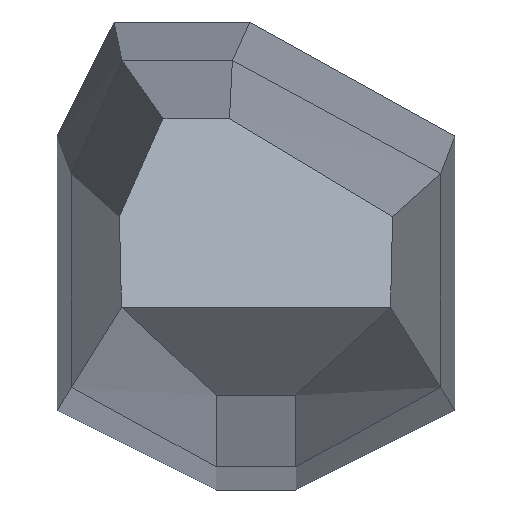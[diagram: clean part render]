
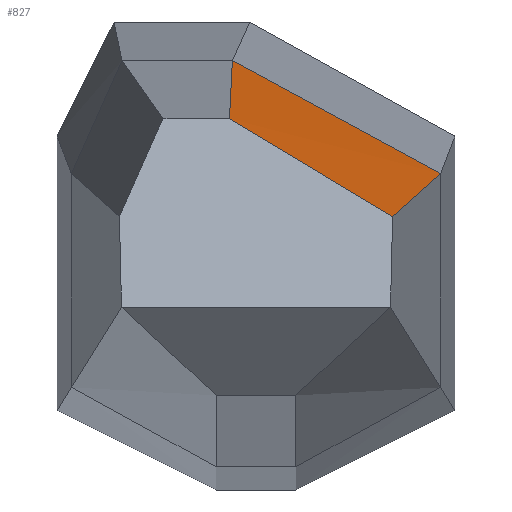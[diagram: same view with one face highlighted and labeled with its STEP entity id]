
A CAD part, front view. The second image highlights one B-rep face of the part: STEP entity #827.
In plain terms, the highlighted free-form (B-spline) face has degree [1, 1] with [2, 2] control points.
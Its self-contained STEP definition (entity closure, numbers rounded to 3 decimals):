
#96 = PLANE('',#97);
#97 = AXIS2_PLACEMENT_3D('',#98,#99,#100);
#98 = CARTESIAN_POINT('',(23.213,-90.,0.));
#99 = DIRECTION('',(-0.998,0.07,0.));
#100 = DIRECTION('',(-0.07,-0.998,0.));
#319 = PLANE('',#320);
#320 = AXIS2_PLACEMENT_3D('',#321,#322,#323);
#321 = CARTESIAN_POINT('',(-0.771,-178.048,
    -41.063));
#322 = DIRECTION('',(0.,-0.95,0.312));
#323 = DIRECTION('',(0.,-0.312,-0.95)
  );
#410 = EDGE_CURVE('',#411,#413,#415,.T.);
#411 = VERTEX_POINT('',#412);
#412 = CARTESIAN_POINT('',(17.172,-176.266,
    -35.642));
#413 = VERTEX_POINT('',#414);
#414 = CARTESIAN_POINT('',(23.213,-90.,-30.214));
#415 = SURFACE_CURVE('',#416,(#420,#426),.PCURVE_S1.);
#416 = LINE('',#417,#418);
#417 = CARTESIAN_POINT('',(35.376,83.679,
    -19.287));
#418 = VECTOR('',#419,1.);
#419 = DIRECTION('',(0.07,0.996,
    0.063));
#420 = PCURVE('',#96,#421);
#421 = DEFINITIONAL_REPRESENTATION('',(#422),#425);
#422 = B_SPLINE_CURVE_WITH_KNOTS('',1,(#423,#424),.UNSPECIFIED.,.F.,.F.,
  (2,2),(-273.884,-165.407),.PIECEWISE_BEZIER_KNOTS.);
#423 = CARTESIAN_POINT('',(99.242,-36.443));
#424 = CARTESIAN_POINT('',(-9.022,-29.648));
#425 = ( GEOMETRIC_REPRESENTATION_CONTEXT(2) 
PARAMETRIC_REPRESENTATION_CONTEXT() REPRESENTATION_CONTEXT('2D SPACE',''
  ) );
#426 = PCURVE('',#427,#432);
#427 = B_SPLINE_SURFACE_WITH_KNOTS('',1,1,(
    (#428,#429)
    ,(#430,#431
    )),.UNSPECIFIED.,.F.,.F.,.F.,(2,2),(2,2),(0.,29.792),(0.,1.
    ),.PIECEWISE_BEZIER_KNOTS.);
#428 = CARTESIAN_POINT('',(-2.969,-90.,-16.));
#429 = CARTESIAN_POINT('',(-3.368,-180.,-24.003));
#430 = CARTESIAN_POINT('',(23.213,-90.,-30.214));
#431 = CARTESIAN_POINT('',(16.91,-180.,-35.877));
#432 = DEFINITIONAL_REPRESENTATION('',(#433),#436);
#433 = B_SPLINE_CURVE_WITH_KNOTS('',1,(#434,#435),.UNSPECIFIED.,.F.,.F.,
  (2,2),(-264.845,-174.447),.PIECEWISE_BEZIER_KNOTS.);
#434 = CARTESIAN_POINT('',(29.792,1.));
#435 = CARTESIAN_POINT('',(29.792,0.));
#436 = ( GEOMETRIC_REPRESENTATION_CONTEXT(2) 
PARAMETRIC_REPRESENTATION_CONTEXT() REPRESENTATION_CONTEXT('2D SPACE',''
  ) );
#592 = EDGE_CURVE('',#593,#411,#595,.T.);
#593 = VERTEX_POINT('',#594);
#594 = CARTESIAN_POINT('',(-3.334,-172.212,
    -23.311));
#595 = SURFACE_CURVE('',#596,(#602,#611),.PCURVE_S1.);
#596 = B_SPLINE_CURVE_WITH_KNOTS('',4,(#597,#598,#599,#600,#601),
  .UNSPECIFIED.,.F.,.F.,(5,5),(0.,1.),.PIECEWISE_BEZIER_KNOTS.);
#597 = CARTESIAN_POINT('',(-3.334,-172.212,
    -23.311));
#598 = CARTESIAN_POINT('',(1.799,-173.222,
    -26.384));
#599 = CARTESIAN_POINT('',(6.927,-174.235,-29.464
    ));
#600 = CARTESIAN_POINT('',(12.052,-175.249,
    -32.55));
#601 = CARTESIAN_POINT('',(17.172,-176.266,
    -35.642));
#602 = PCURVE('',#319,#603);
#603 = DEFINITIONAL_REPRESENTATION('',(#604),#610);
#604 = B_SPLINE_CURVE_WITH_KNOTS('',4,(#605,#606,#607,#608,#609),
  .UNSPECIFIED.,.F.,.F.,(5,5),(0.,1.),.PIECEWISE_BEZIER_KNOTS.);
#605 = CARTESIAN_POINT('',(-18.687,-2.562));
#606 = CARTESIAN_POINT('',(-15.451,2.57));
#607 = CARTESIAN_POINT('',(-12.21,7.699));
#608 = CARTESIAN_POINT('',(-8.961,12.823));
#609 = CARTESIAN_POINT('',(-5.707,17.943));
#610 = ( GEOMETRIC_REPRESENTATION_CONTEXT(2) 
PARAMETRIC_REPRESENTATION_CONTEXT() REPRESENTATION_CONTEXT('2D SPACE',''
  ) );
#611 = PCURVE('',#427,#612);
#612 = DEFINITIONAL_REPRESENTATION('',(#613),#619);
#613 = B_SPLINE_CURVE_WITH_KNOTS('',4,(#614,#615,#616,#617,#618),
  .UNSPECIFIED.,.F.,.F.,(5,5),(0.,1.),.PIECEWISE_BEZIER_KNOTS.);
#614 = CARTESIAN_POINT('',(0.,0.913));
#615 = CARTESIAN_POINT('',(7.361,0.925));
#616 = CARTESIAN_POINT('',(14.78,0.936));
#617 = CARTESIAN_POINT('',(22.256,0.947));
#618 = CARTESIAN_POINT('',(29.792,0.959));
#619 = ( GEOMETRIC_REPRESENTATION_CONTEXT(2) 
PARAMETRIC_REPRESENTATION_CONTEXT() REPRESENTATION_CONTEXT('2D SPACE',''
  ) );
#635 = B_SPLINE_SURFACE_WITH_KNOTS('',1,1,(
    (#636,#637)
    ,(#638,#639
    )),.UNSPECIFIED.,.F.,.F.,.F.,(2,2),(2,2),(0.,13.872),(0.,1.),
  .PIECEWISE_BEZIER_KNOTS.);
#636 = CARTESIAN_POINT('',(-16.841,-90.,-16.));
#637 = CARTESIAN_POINT('',(-11.209,-180.,-24.003));
#638 = CARTESIAN_POINT('',(-2.969,-90.,-16.));
#639 = CARTESIAN_POINT('',(-3.368,-180.,-24.003));
#794 = B_SPLINE_SURFACE_WITH_KNOTS('',1,1,(
    (#795,#796)
    ,(#797,#798
    )),.UNSPECIFIED.,.F.,.F.,.F.,(2,2),(2,2),(0.,29.792),(0.,1.
    ),.PIECEWISE_BEZIER_KNOTS.);
#795 = CARTESIAN_POINT('',(-0.792,0.,-11.162));
#796 = CARTESIAN_POINT('',(-2.969,-90.,-16.));
#797 = CARTESIAN_POINT('',(25.,0.,-25.492));
#798 = CARTESIAN_POINT('',(23.213,-90.,-30.214));
#827 = ADVANCED_FACE('',(#828),#427,.F.);
#828 = FACE_BOUND('',#829,.F.);
#829 = EDGE_LOOP('',(#830,#853,#854,#855));
#830 = ORIENTED_EDGE('',*,*,#831,.T.);
#831 = EDGE_CURVE('',#832,#413,#834,.T.);
#832 = VERTEX_POINT('',#833);
#833 = CARTESIAN_POINT('',(-2.969,-90.,-16.));
#834 = SURFACE_CURVE('',#835,(#839,#846),.PCURVE_S1.);
#835 = LINE('',#836,#837);
#836 = CARTESIAN_POINT('',(-2.969,-90.,-16.));
#837 = VECTOR('',#838,1.);
#838 = DIRECTION('',(0.879,0.,-0.477)
  );
#839 = PCURVE('',#427,#840);
#840 = DEFINITIONAL_REPRESENTATION('',(#841),#845);
#841 = LINE('',#842,#843);
#842 = CARTESIAN_POINT('',(0.,0.));
#843 = VECTOR('',#844,1.);
#844 = DIRECTION('',(1.,0.));
#845 = ( GEOMETRIC_REPRESENTATION_CONTEXT(2) 
PARAMETRIC_REPRESENTATION_CONTEXT() REPRESENTATION_CONTEXT('2D SPACE',''
  ) );
#846 = PCURVE('',#794,#847);
#847 = DEFINITIONAL_REPRESENTATION('',(#848),#852);
#848 = LINE('',#849,#850);
#849 = CARTESIAN_POINT('',(0.,1.));
#850 = VECTOR('',#851,1.);
#851 = DIRECTION('',(1.,0.));
#852 = ( GEOMETRIC_REPRESENTATION_CONTEXT(2) 
PARAMETRIC_REPRESENTATION_CONTEXT() REPRESENTATION_CONTEXT('2D SPACE',''
  ) );
#853 = ORIENTED_EDGE('',*,*,#410,.F.);
#854 = ORIENTED_EDGE('',*,*,#592,.F.);
#855 = ORIENTED_EDGE('',*,*,#856,.F.);
#856 = EDGE_CURVE('',#832,#593,#857,.T.);
#857 = SURFACE_CURVE('',#858,(#861,#868),.PCURVE_S1.);
#858 = B_SPLINE_CURVE_WITH_KNOTS('',1,(#859,#860),.UNSPECIFIED.,.F.,.F.,
  (2,2),(0.,1.),.PIECEWISE_BEZIER_KNOTS.);
#859 = CARTESIAN_POINT('',(-2.969,-90.,-16.));
#860 = CARTESIAN_POINT('',(-3.368,-180.,-24.003));
#861 = PCURVE('',#427,#862);
#862 = DEFINITIONAL_REPRESENTATION('',(#863),#867);
#863 = LINE('',#864,#865);
#864 = CARTESIAN_POINT('',(0.,0.));
#865 = VECTOR('',#866,1.);
#866 = DIRECTION('',(0.,1.));
#867 = ( GEOMETRIC_REPRESENTATION_CONTEXT(2) 
PARAMETRIC_REPRESENTATION_CONTEXT() REPRESENTATION_CONTEXT('2D SPACE',''
  ) );
#868 = PCURVE('',#635,#869);
#869 = DEFINITIONAL_REPRESENTATION('',(#870),#874);
#870 = LINE('',#871,#872);
#871 = CARTESIAN_POINT('',(13.872,0.));
#872 = VECTOR('',#873,1.);
#873 = DIRECTION('',(0.,1.));
#874 = ( GEOMETRIC_REPRESENTATION_CONTEXT(2) 
PARAMETRIC_REPRESENTATION_CONTEXT() REPRESENTATION_CONTEXT('2D SPACE',''
  ) );
